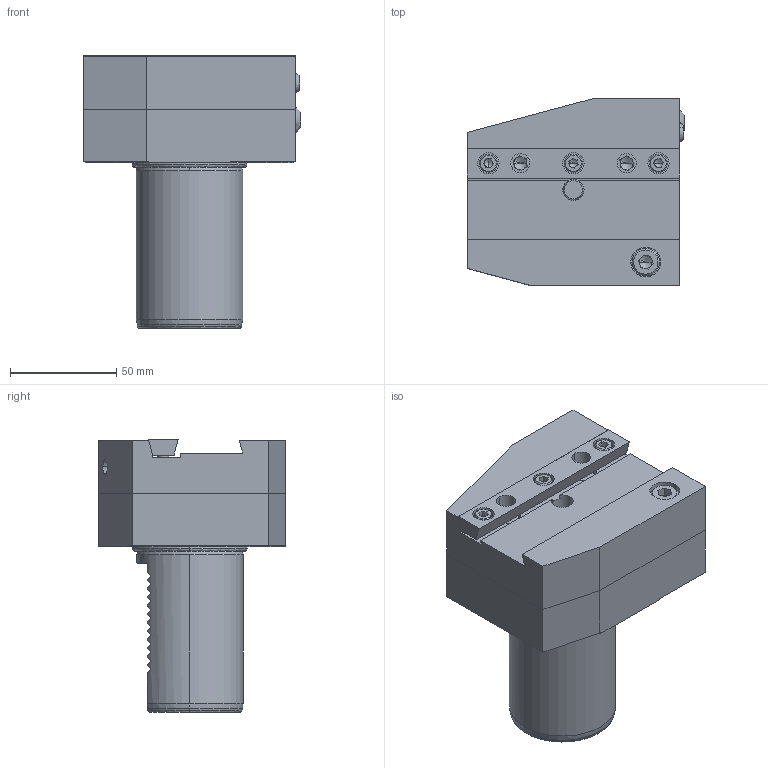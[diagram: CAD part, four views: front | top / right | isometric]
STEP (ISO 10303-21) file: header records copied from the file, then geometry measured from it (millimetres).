
FILE_DESCRIPTION (( 'STEP AP203' ), '1' );
FILE_NAME ('STEP.STEP', '2020-09-10T10:34:57', ( '' ), ( '' ), 'SwSTEP 2.0', 'SolidWorks 2017', '' );
FILE_SCHEMA (( 'CONFIG_CONTROL_DESIGN' ));
Length unit declared in the file: millimetre
Products named in the file (1): STEP
Bounding box: 102.4 x 88 x 128.37 mm (x, y, z)
Surface area: 86111.4 mm2 (no closed solid volume)
Topology: 0 solids, 15 shells, 464 faces, 1173 edges, 727 vertices
Faces by surface type: plane 213, cylinder 131, cone 85, bspline 35
Entity records: 15488 total; most frequent: CARTESIAN_POINT 4561, DIRECTION 2291, ORIENTED_EDGE 2253, EDGE_CURVE 1128, AXIS2_PLACEMENT_3D 864, VERTEX_POINT 726, LINE 563, VECTOR 563
